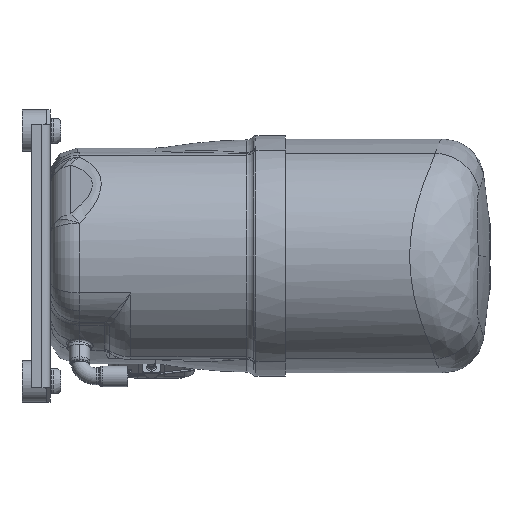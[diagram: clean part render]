
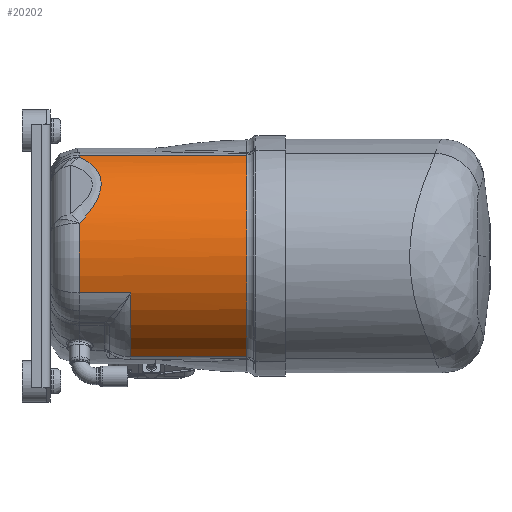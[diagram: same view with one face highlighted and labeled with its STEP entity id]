
A CAD part, left-side view. The second image highlights one B-rep face of the part: STEP entity #20202.
In plain terms, the highlighted cylindrical face has radius 82.042 mm (diameter 164.084 mm), a partial arc.
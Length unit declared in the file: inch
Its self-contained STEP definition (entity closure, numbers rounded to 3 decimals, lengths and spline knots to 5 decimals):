
#212 = CARTESIAN_POINT ( 'NONE',  ( -2.79518, 6.1575, 2.95895 ) ) ;
#227 = CARTESIAN_POINT ( 'NONE',  ( -4.53524, 5.39153, -1.10463 ) ) ;
#1527 = AXIS2_PLACEMENT_3D ( 'NONE', #30646, #36665, #6320 ) ;
#2050 = CARTESIAN_POINT ( 'NONE',  ( -2.79513, 6.1575, 2.95898 ) ) ;
#2194 = DIRECTION ( 'NONE',  ( 0., 0., 1. ) ) ;
#2230 = CARTESIAN_POINT ( 'NONE',  ( -4.57813, 6.1575, 0.97879 ) ) ;
#2883 = ORIENTED_EDGE ( 'NONE', *, *, #27711, .T. ) ;
#3520 = ORIENTED_EDGE ( 'NONE', *, *, #37680, .T. ) ;
#3733 = DIRECTION ( 'NONE',  ( 0., 1., 0. ) ) ;
#4127 = LINE ( 'NONE', #6803, #28381 ) ;
#4205 = VERTEX_POINT ( 'NONE', #37758 ) ;
#4461 = VERTEX_POINT ( 'NONE', #23954 ) ;
#5090 = CARTESIAN_POINT ( 'NONE',  ( -2.64649, 1.15695, -3.01968 ) ) ;
#5439 = VERTEX_POINT ( 'NONE', #5090 ) ;
#5448 = AXIS2_PLACEMENT_3D ( 'NONE', #10282, #31583, #13338 ) ;
#6320 = DIRECTION ( 'NONE',  ( 0., 0., 1. ) ) ;
#6746 = B_SPLINE_CURVE_WITH_KNOTS ( 'NONE', 3,
 ( #24513, #212, #27596, #9386, #30651, #12422, #33729 ),
 .UNSPECIFIED., .F., .F.,
 ( 4, 3, 4 ),
 ( 0., 0., 0.00003 ),
 .UNSPECIFIED. ) ;
#6803 = CARTESIAN_POINT ( 'NONE',  ( -2.64649, -10.08922, 3.01968 ) ) ;
#7289 = CARTESIAN_POINT ( 'NONE',  ( -4.53524, 4.62556, -1.10463 ) ) ;
#7550 = CARTESIAN_POINT ( 'NONE',  ( -2.64649, 1.15695, 3.01968 ) ) ;
#7723 = ORIENTED_EDGE ( 'NONE', *, *, #30316, .T. ) ;
#7768 = AXIS2_PLACEMENT_3D ( 'NONE', #38658, #20374, #2194 ) ;
#8040 = VERTEX_POINT ( 'NONE', #7289 ) ;
#8212 = CARTESIAN_POINT ( 'NONE',  ( -4.53524, 6.1575, -1.10463 ) ) ;
#8321 = CIRCLE ( 'NONE', #5448, 3.23 ) ;
#8658 = EDGE_CURVE ( 'NONE', #34023, #14688, #8321, .T. ) ;
#9386 = CARTESIAN_POINT ( 'NONE',  ( -2.79528, 6.1575, 2.95891 ) ) ;
#9533 = DIRECTION ( 'NONE',  ( 0., 0., 1. ) ) ;
#9959 = EDGE_CURVE ( 'NONE', #17426, #25483, #11624, .T. ) ;
#10076 = DIRECTION ( 'NONE',  ( 0., 1., 0. ) ) ;
#10282 = CARTESIAN_POINT ( 'NONE',  ( -1.5, 6.1575, 0. ) ) ;
#10740 = CARTESIAN_POINT ( 'NONE',  ( -2.79614, 6.15737, 2.95854 ) ) ;
#11624 = CIRCLE ( 'NONE', #22030, 3.23 ) ;
#12422 = CARTESIAN_POINT ( 'NONE',  ( -2.79586, 6.15745, 2.95866 ) ) ;
#12434 = DIRECTION ( 'NONE',  ( 0., -1., 0. ) ) ;
#12848 = CARTESIAN_POINT ( 'NONE',  ( -2.79614, 6.15737, 2.95854 ) ) ;
#12907 = DIRECTION ( 'NONE',  ( 0., 1., 0. ) ) ;
#13338 = DIRECTION ( 'NONE',  ( 0., 0., 1. ) ) ;
#13593 = ORIENTED_EDGE ( 'NONE', *, *, #18732, .T. ) ;
#14325 = CARTESIAN_POINT ( 'NONE',  ( -4.57781, 6.15737, 0.97978 ) ) ;
#14628 = CIRCLE ( 'NONE', #24637, 3.23 ) ;
#14684 = B_SPLINE_CURVE_WITH_KNOTS ( 'NONE', 3,
 ( #14325, #32545, #17335, #38693, #20413, #2230, #23470 ),
 .UNSPECIFIED., .F., .F.,
 ( 4, 3, 4 ),
 ( 0., 0.00002, 0.00003 ),
 .UNSPECIFIED. ) ;
#14688 = VERTEX_POINT ( 'NONE', #8212 ) ;
#14776 = EDGE_CURVE ( 'NONE', #25483, #32072, #6746, .T. ) ;
#15602 = LINE ( 'NONE', #28283, #31854 ) ;
#15744 = FACE_OUTER_BOUND ( 'NONE', #29263, .T. ) ;
#16307 = ORIENTED_EDGE ( 'NONE', *, *, #9959, .T. ) ;
#16808 = CARTESIAN_POINT ( 'NONE',  ( -4.57781, 6.15737, 0.97978 ) ) ;
#17335 = CARTESIAN_POINT ( 'NONE',  ( -4.578, 6.15749, 0.9792 ) ) ;
#17426 = VERTEX_POINT ( 'NONE', #23243 ) ;
#18732 = EDGE_CURVE ( 'NONE', #14688, #8040, #33962, .T. ) ;
#20202 = ADVANCED_FACE ( 'NONE', ( #15744 ), #30060, .T. ) ;
#20374 = DIRECTION ( 'NONE',  ( 0., -1., 0. ) ) ;
#20413 = CARTESIAN_POINT ( 'NONE',  ( -4.57811, 6.1575, 0.97884 ) ) ;
#21917 = CARTESIAN_POINT ( 'NONE',  ( -1.5, 1.15695, 0. ) ) ;
#22030 = AXIS2_PLACEMENT_3D ( 'NONE', #26014, #22187, #9533 ) ;
#22187 = DIRECTION ( 'NONE',  ( 0., -1., 0. ) ) ;
#22397 = VERTEX_POINT ( 'NONE', #7550 ) ;
#23243 = CARTESIAN_POINT ( 'NONE',  ( -2.64649, 6.1575, 3.01968 ) ) ;
#23470 = CARTESIAN_POINT ( 'NONE',  ( -4.57815, 6.1575, 0.97873 ) ) ;
#23954 = CARTESIAN_POINT ( 'NONE',  ( -2.64649, 4.62556, -3.01968 ) ) ;
#24112 = ORIENTED_EDGE ( 'NONE', *, *, #14776, .T. ) ;
#24513 = CARTESIAN_POINT ( 'NONE',  ( -2.79513, 6.1575, 2.95898 ) ) ;
#24637 = AXIS2_PLACEMENT_3D ( 'NONE', #21917, #3733, #24968 ) ;
#24968 = DIRECTION ( 'NONE',  ( 0., 0., 1. ) ) ;
#25483 = VERTEX_POINT ( 'NONE', #2050 ) ;
#25604 = CIRCLE ( 'NONE', #7768, 3.23 ) ;
#25958 = ORIENTED_EDGE ( 'NONE', *, *, #8658, .T. ) ;
#26014 = CARTESIAN_POINT ( 'NONE',  ( -1.5, 6.1575, 0. ) ) ;
#27071 = ORIENTED_EDGE ( 'NONE', *, *, #29780, .T. ) ;
#27596 = CARTESIAN_POINT ( 'NONE',  ( -2.79523, 6.1575, 2.95893 ) ) ;
#27711 = EDGE_CURVE ( 'NONE', #5439, #22397, #14628, .T. ) ;
#28283 = CARTESIAN_POINT ( 'NONE',  ( -2.64649, -10.08922, -3.01968 ) ) ;
#28381 = VECTOR ( 'NONE', #12907, 39.37008 ) ;
#28712 = CARTESIAN_POINT ( 'NONE',  ( -4.57815, 6.1575, 0.97873 ) ) ;
#29263 = EDGE_LOOP ( 'NONE', ( #36273, #2883, #27071, #16307, #24112, #7723, #36579, #25958, #13593, #3520 ) ) ;
#29780 = EDGE_CURVE ( 'NONE', #22397, #17426, #4127, .T. ) ;
#30060 = CYLINDRICAL_SURFACE ( 'NONE', #1527, 3.23 ) ;
#30316 = EDGE_CURVE ( 'NONE', #32072, #4205, #37931, .T. ) ;
#30646 = CARTESIAN_POINT ( 'NONE',  ( -1.5, -10.08922, 0. ) ) ;
#30651 = CARTESIAN_POINT ( 'NONE',  ( -2.79557, 6.15749, 2.95878 ) ) ;
#31583 = DIRECTION ( 'NONE',  ( 0., -1., 0. ) ) ;
#31854 = VECTOR ( 'NONE', #10076, 39.37008 ) ;
#32072 = VERTEX_POINT ( 'NONE', #12848 ) ;
#32545 = CARTESIAN_POINT ( 'NONE',  ( -4.5779, 6.15745, 0.9795 ) ) ;
#32993 = VECTOR ( 'NONE', #12434, 39.37008 ) ;
#33729 = CARTESIAN_POINT ( 'NONE',  ( -2.79614, 6.15737, 2.95854 ) ) ;
#33962 = LINE ( 'NONE', #227, #32993 ) ;
#34023 = VERTEX_POINT ( 'NONE', #28712 ) ;
#34344 = EDGE_CURVE ( 'NONE', #5439, #4461, #15602, .T. ) ;
#35093 = CARTESIAN_POINT ( 'NONE',  ( -4.29162, 5.27548, 1.8788 ) ) ;
#36273 = ORIENTED_EDGE ( 'NONE', *, *, #34344, .F. ) ;
#36579 = ORIENTED_EDGE ( 'NONE', *, *, #38533, .T. ) ;
#36665 = DIRECTION ( 'NONE',  ( 0., 1., 0. ) ) ;
#37680 = EDGE_CURVE ( 'NONE', #8040, #4461, #25604, .T. ) ;
#37758 = CARTESIAN_POINT ( 'NONE',  ( -4.57781, 6.15737, 0.97978 ) ) ;
#37931 =( BOUNDED_CURVE ( )  B_SPLINE_CURVE ( 3, ( #10740, #38048, #35093, #16808 ),
 .UNSPECIFIED., .F., .T. ) 
 B_SPLINE_CURVE_WITH_KNOTS ( ( 4, 4 ),
 ( 2.71675, 3.56644 ),
 .UNSPECIFIED. ) 
 CURVE ( )  GEOMETRIC_REPRESENTATION_ITEM ( )  RATIONAL_B_SPLINE_CURVE ( ( 1., 0.941, 0.941, 1. ) ) 
 REPRESENTATION_ITEM ( '' )  );
#38048 = CARTESIAN_POINT ( 'NONE',  ( -3.66031, 5.27548, 2.57994 ) ) ;
#38533 = EDGE_CURVE ( 'NONE', #4205, #34023, #14684, .T. ) ;
#38658 = CARTESIAN_POINT ( 'NONE',  ( -1.5, 4.62556, 0. ) ) ;
#38693 = CARTESIAN_POINT ( 'NONE',  ( -4.57809, 6.1575, 0.9789 ) ) ;
